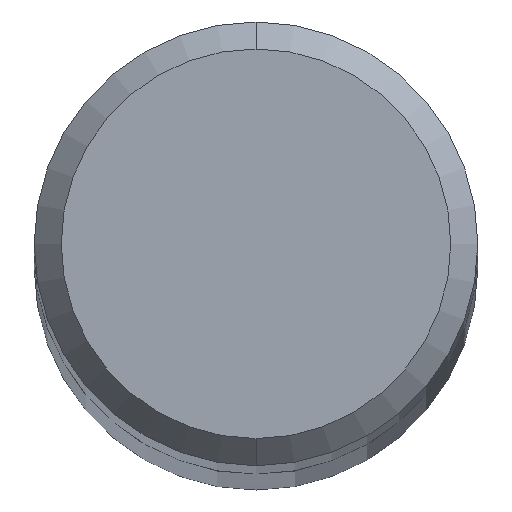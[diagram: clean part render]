
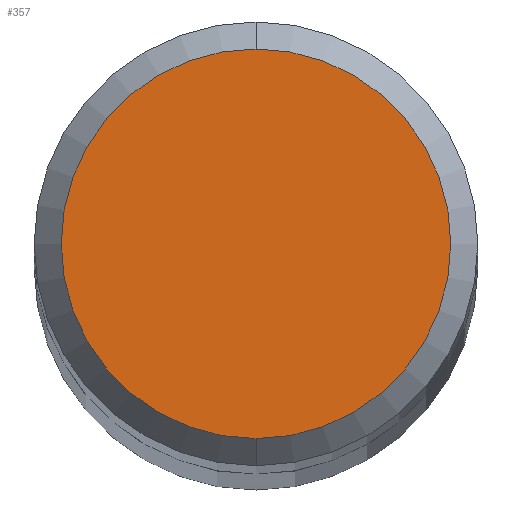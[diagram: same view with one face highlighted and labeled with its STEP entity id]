
A CAD part, top view. The second image highlights one B-rep face of the part: STEP entity #357.
In plain terms, the highlighted planar face has unit normal (0, 0, 1).
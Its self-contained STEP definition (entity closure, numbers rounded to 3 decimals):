
#167=VERTEX_POINT('',#443);
#213=EDGE_CURVE('',#237,#167,#494,.T.);
#237=VERTEX_POINT('',#519);
#249=EDGE_CURVE('',#167,#237,#532,.T.);
#357=ADVANCED_FACE('',(#652),#653,.T.);
#443=CARTESIAN_POINT('',(0.0,3.6,0.0));
#494=CIRCLE('',#877,3.6);
#519=CARTESIAN_POINT('',(0.,-3.6,0.0));
#532=CIRCLE('',#943,3.6);
#652=FACE_OUTER_BOUND('',#1232,.T.);
#653=PLANE('',#1233);
#877=AXIS2_PLACEMENT_3D('',#1405,#1406,#1407);
#943=AXIS2_PLACEMENT_3D('',#1432,#1433,#1434);
#1232=EDGE_LOOP('',(#1571,#1572));
#1233=AXIS2_PLACEMENT_3D('',#1573,#1574,#1575);
#1405=CARTESIAN_POINT('',(0.0,0.0,0.0));
#1406=DIRECTION('',(0.0,0.0,-1.0));
#1407=DIRECTION('',(0.0,1.0,0.0));
#1432=CARTESIAN_POINT('',(0.0,0.0,0.0));
#1433=DIRECTION('',(0.0,0.0,-1.0));
#1434=DIRECTION('',(0.0,1.0,0.0));
#1571=ORIENTED_EDGE('',*,*,#249,.F.);
#1572=ORIENTED_EDGE('',*,*,#213,.F.);
#1573=CARTESIAN_POINT('',(0.0,1.8,0.0));
#1574=DIRECTION('',(-0.0,0.0,1.0));
#1575=DIRECTION('',(0.0,-1.0,0.0));
